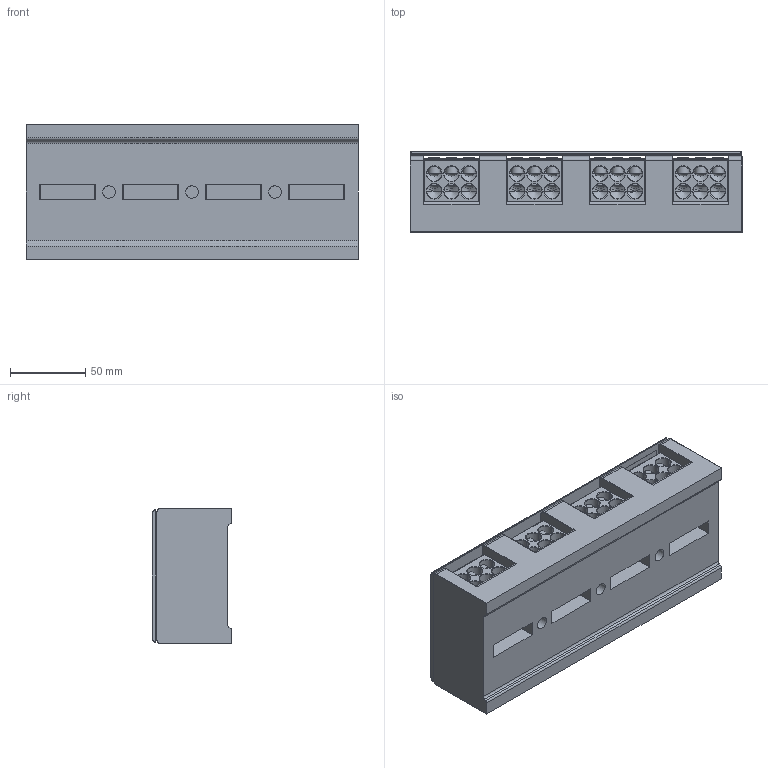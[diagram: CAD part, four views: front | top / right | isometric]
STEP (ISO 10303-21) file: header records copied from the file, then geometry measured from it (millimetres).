
FILE_DESCRIPTION((''),'2;1');
FILE_NAME('PRT0001','2023-09-08T',('Administrator'),(''),'PRO/ENGINEER BY PARAMETRIC TECHNOLOGY CORPORATION, 2013230','PRO/ENGINEER BY PARAMETRIC TECHNOLOGY CORPORATION, 2013230','');
FILE_SCHEMA(('CONFIG_CONTROL_DESIGN'));
Products named in the file (1): PRT0001
Bounding box: 220 x 53 x 90 mm (x, y, z)
Volume: 717994.2 mm3; surface area: 188622.5 mm2
Topology: 1 solids, 25 shells, 2461 faces, 6574 edges, 4112 vertices
Faces by surface type: plane 1579, cylinder 534, cone 240, sphere 64, torus 44
Entity records: 92578 total; most frequent: CARTESIAN_POINT 16125, ORIENTED_EDGE 12812, DIRECTION 12202, EDGE_CURVE 6406, VECTOR 4668, LINE 4668, VERTEX_POINT 4112, AXIS2_PLACEMENT_3D 3767
